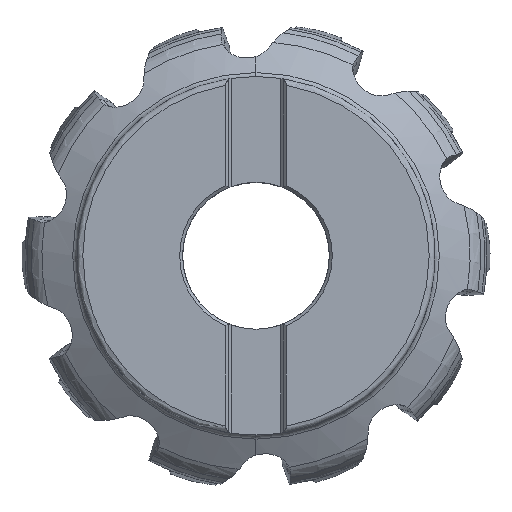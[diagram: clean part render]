
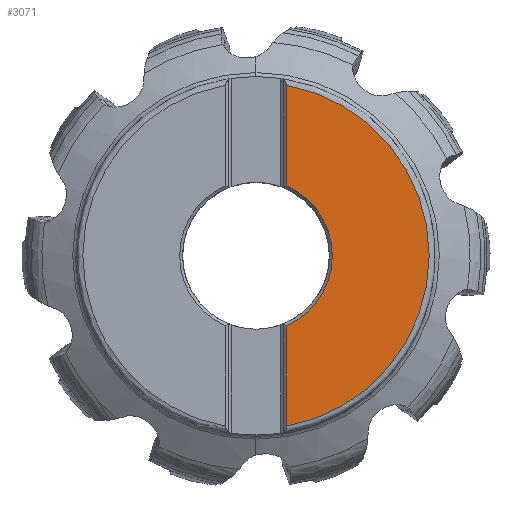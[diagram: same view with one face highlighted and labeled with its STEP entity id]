
A CAD part, top view. The second image highlights one B-rep face of the part: STEP entity #3071.
In plain terms, the highlighted planar face has unit normal (0, 0, 1).
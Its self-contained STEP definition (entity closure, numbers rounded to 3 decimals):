
#419=PLANE('',#21256);
#1399=LINE('',#38875,#2053);
#1400=LINE('',#38895,#2054);
#2053=VECTOR('',#24770,1.);
#2054=VECTOR('',#24779,1.);
#3071=ADVANCED_FACE('',(#4443),#419,.T.);
#4443=FACE_OUTER_BOUND('',#5604,.T.);
#5604=EDGE_LOOP('',(#11214,#11215,#11216,#11217));
#11214=ORIENTED_EDGE('',*,*,#17849,.T.);
#11215=ORIENTED_EDGE('',*,*,#17853,.F.);
#11216=ORIENTED_EDGE('',*,*,#17854,.T.);
#11217=ORIENTED_EDGE('',*,*,#17852,.F.);
#15247=VERTEX_POINT('',#38874);
#15248=VERTEX_POINT('',#38876);
#15249=VERTEX_POINT('',#38890);
#15250=VERTEX_POINT('',#38894);
#17849=EDGE_CURVE('',#15248,#15247,#1399,.T.);
#17852=EDGE_CURVE('',#15248,#15249,#19511,.T.);
#17853=EDGE_CURVE('',#15250,#15247,#19512,.T.);
#17854=EDGE_CURVE('',#15250,#15249,#1400,.T.);
#19511=CIRCLE('',#21253,26.435);
#19512=CIRCLE('',#21255,59.975);
#21253=AXIS2_PLACEMENT_3D('',#38891,#24773,#24774);
#21255=AXIS2_PLACEMENT_3D('',#38893,#24777,#24778);
#21256=AXIS2_PLACEMENT_3D('',#38896,#24780,#24781);
#24770=DIRECTION('',(0.,-1.,0.));
#24773=DIRECTION('',(0.,0.,1.));
#24774=DIRECTION('',(0.398,-0.917,0.));
#24777=DIRECTION('',(0.,0.,-1.));
#24778=DIRECTION('',(0.175,0.984,0.));
#24779=DIRECTION('',(0.,-1.,0.));
#24780=DIRECTION('',(0.,0.,1.));
#24781=DIRECTION('',(0.,-1.,0.));
#38874=CARTESIAN_POINT('',(10.525,-59.044,0.));
#38875=CARTESIAN_POINT('',(10.525,-24.249,0.));
#38876=CARTESIAN_POINT('',(10.525,-24.249,0.));
#38890=CARTESIAN_POINT('',(10.525,24.249,0.));
#38891=CARTESIAN_POINT('',(0.,0.,0.));
#38893=CARTESIAN_POINT('',(0.,0.,0.));
#38894=CARTESIAN_POINT('',(10.525,59.044,0.));
#38895=CARTESIAN_POINT('',(10.525,59.044,0.));
#38896=CARTESIAN_POINT('',(35.251,0.,0.));
